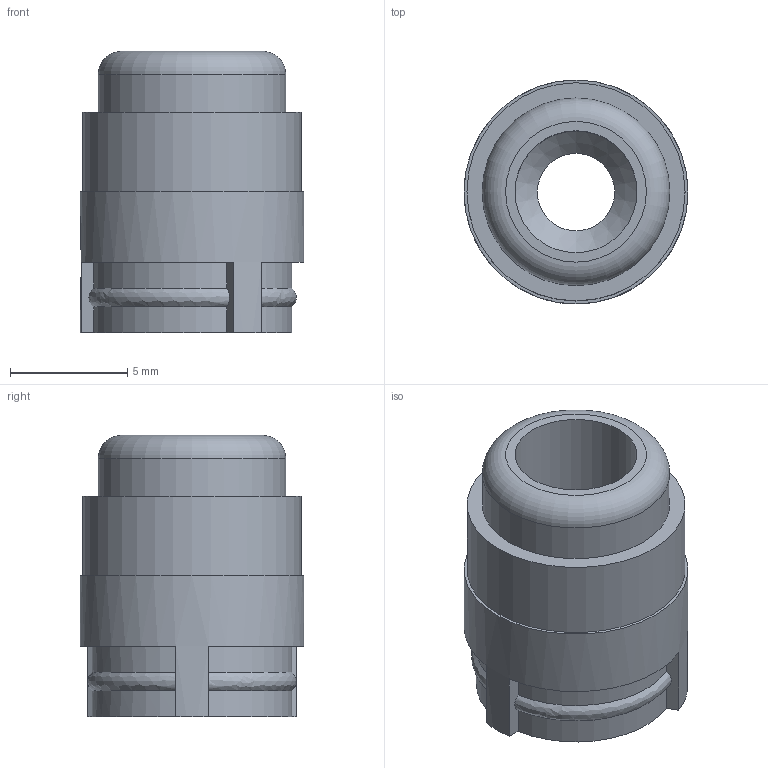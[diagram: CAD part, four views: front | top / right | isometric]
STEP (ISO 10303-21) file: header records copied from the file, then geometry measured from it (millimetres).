
FILE_DESCRIPTION(/* description */ (''),/* implementation_level */ '2;1');
FILE_NAME(/* name */ '100740436ugm000_b.stp',/* time_stamp */ '2019-04-30T14:03:14+02:00',/* author */ (''),/* organization */ (''),/* preprocessor_version */ 'ST-DEVELOPER v16.7',/* originating_system */ 'SIEMENS PLM Software NX 12.0',/* authorisation */ '');
FILE_SCHEMA (('AUTOMOTIVE_DESIGN { 1 0 10303 214 3 1 1 1 }'));
Length unit declared in the file: millimetre
Products named in the file (1): 100740436ugm000_b
Bounding box: 9.55 x 9.55 x 12 mm (x, y, z)
Volume: 508.8 mm3; surface area: 637.5 mm2
Topology: 1 solids, 1 shells, 33 faces, 85 edges, 59 vertices
Faces by surface type: plane 15, cylinder 12, bspline 3, cone 2, torus 1
Full cylindrical faces by diameter (mm): 3.3 x1, 3.8 x1, 5.2 x1, 8 x1, 9.3 x1, 9.55 x1
Entity records: 1182 total; most frequent: CARTESIAN_POINT 343, DIRECTION 172, ORIENTED_EDGE 152, EDGE_CURVE 76, AXIS2_PLACEMENT_3D 71, VERTEX_POINT 58, EDGE_LOOP 48, CIRCLE 40
